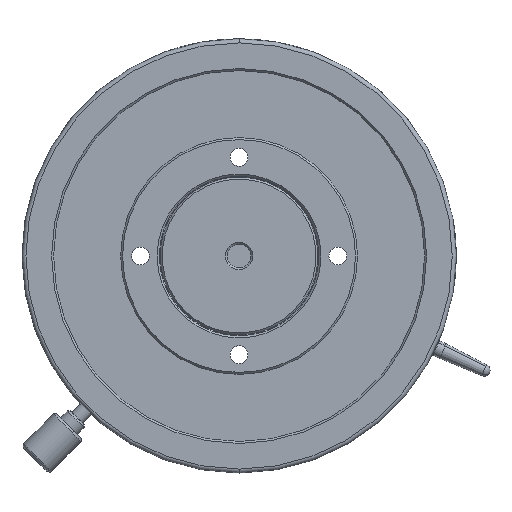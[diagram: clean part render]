
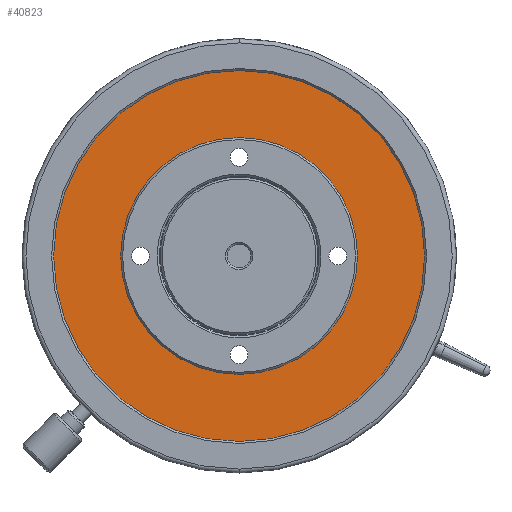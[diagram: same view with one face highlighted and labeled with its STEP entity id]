
A CAD part, front view. The second image highlights one B-rep face of the part: STEP entity #40823.
In plain terms, the highlighted planar face has unit normal (0, -1, 0).
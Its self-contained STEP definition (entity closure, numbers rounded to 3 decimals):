
#2056 = DIRECTION ( 'NONE',  ( 0., 0., -1. ) ) ;
#2112 = DIRECTION ( 'NONE',  ( 0., -1., 0. ) ) ;
#2122 = CARTESIAN_POINT ( 'NONE',  ( 0., 0.5, 0. ) ) ;
#4197 = FACE_OUTER_BOUND ( 'NONE', #15835, .T. ) ;
#4402 = CARTESIAN_POINT ( 'NONE',  ( 0., 0.5, 30. ) ) ;
#6267 = VERTEX_POINT ( 'NONE', #13802 ) ;
#6721 = CIRCLE ( 'NONE', #16577, 47. ) ;
#7034 = VERTEX_POINT ( 'NONE', #4402 ) ;
#8188 = CARTESIAN_POINT ( 'NONE',  ( 0., 0.5, -30. ) ) ;
#12063 = CIRCLE ( 'NONE', #45263, 30. ) ;
#12482 = CIRCLE ( 'NONE', #36185, 47. ) ;
#13802 = CARTESIAN_POINT ( 'NONE',  ( 0., 0.5, -47. ) ) ;
#14105 = EDGE_LOOP ( 'NONE', ( #24888, #23569 ) ) ;
#14607 = EDGE_CURVE ( 'NONE', #30872, #7034, #29026, .T. ) ;
#15835 = EDGE_LOOP ( 'NONE', ( #23376, #22884 ) ) ;
#16577 = AXIS2_PLACEMENT_3D ( 'NONE', #2122, #2112, #2056 ) ;
#21159 = DIRECTION ( 'NONE',  ( 0., 0., -1. ) ) ;
#21211 = DIRECTION ( 'NONE',  ( 0., -1., 0. ) ) ;
#21275 = CARTESIAN_POINT ( 'NONE',  ( 0., 0.5, 0. ) ) ;
#21792 = EDGE_CURVE ( 'NONE', #7034, #30872, #12063, .T. ) ;
#22884 = ORIENTED_EDGE ( 'NONE', *, *, #36003, .T. ) ;
#23038 = AXIS2_PLACEMENT_3D ( 'NONE', #47653, #48197, #47387 ) ;
#23376 = ORIENTED_EDGE ( 'NONE', *, *, #28565, .T. ) ;
#23569 = ORIENTED_EDGE ( 'NONE', *, *, #14607, .F. ) ;
#24888 = ORIENTED_EDGE ( 'NONE', *, *, #21792, .F. ) ;
#28565 = EDGE_CURVE ( 'NONE', #6267, #50534, #6721, .T. ) ;
#29026 = CIRCLE ( 'NONE', #38624, 30. ) ;
#30872 = VERTEX_POINT ( 'NONE', #8188 ) ;
#36003 = EDGE_CURVE ( 'NONE', #50534, #6267, #12482, .T. ) ;
#36185 = AXIS2_PLACEMENT_3D ( 'NONE', #21275, #21211, #21159 ) ;
#38624 = AXIS2_PLACEMENT_3D ( 'NONE', #40291, #40331, #40394 ) ;
#40291 = CARTESIAN_POINT ( 'NONE',  ( 0., 0.5, 0. ) ) ;
#40331 = DIRECTION ( 'NONE',  ( 0., -1., 0. ) ) ;
#40394 = DIRECTION ( 'NONE',  ( 0., 0., -1. ) ) ;
#40823 = ADVANCED_FACE ( 'NONE', ( #45461, #4197 ), #47493, .T. ) ;
#41228 = DIRECTION ( 'NONE',  ( 0., 0., -1. ) ) ;
#41280 = DIRECTION ( 'NONE',  ( 0., -1., 0. ) ) ;
#41317 = CARTESIAN_POINT ( 'NONE',  ( 0., 0.5, 0. ) ) ;
#43173 = CARTESIAN_POINT ( 'NONE',  ( 0., 0.5, 47. ) ) ;
#45263 = AXIS2_PLACEMENT_3D ( 'NONE', #41317, #41280, #41228 ) ;
#45461 = FACE_BOUND ( 'NONE', #14105, .T. ) ;
#47387 = DIRECTION ( 'NONE',  ( 0., 0., -1. ) ) ;
#47493 = PLANE ( 'NONE',  #23038 ) ;
#47653 = CARTESIAN_POINT ( 'NONE',  ( 0., 0.5, 0. ) ) ;
#48197 = DIRECTION ( 'NONE',  ( 0., -1., 0. ) ) ;
#50534 = VERTEX_POINT ( 'NONE', #43173 ) ;
